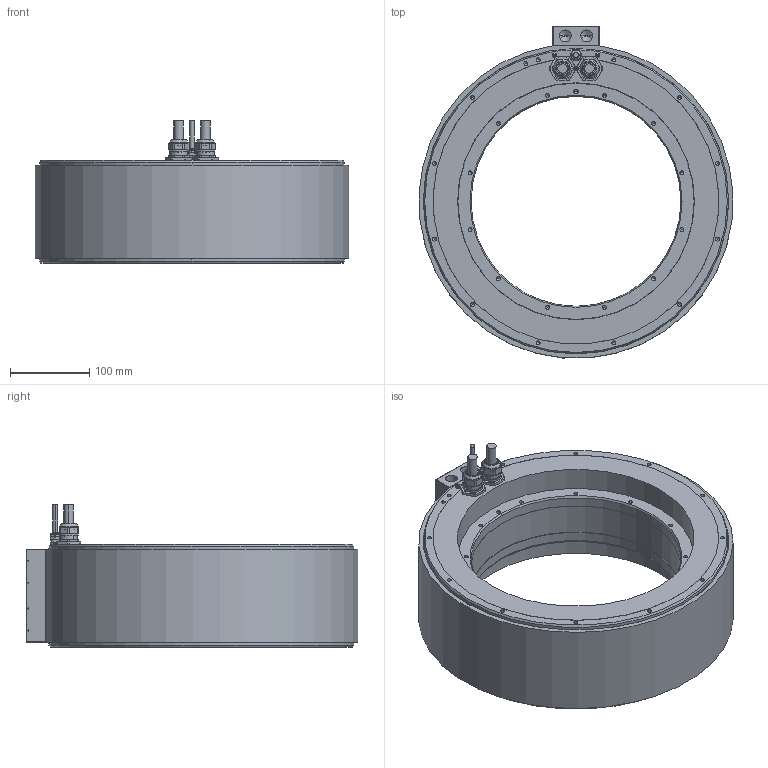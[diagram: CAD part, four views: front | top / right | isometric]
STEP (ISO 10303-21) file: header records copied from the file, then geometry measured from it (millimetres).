
FILE_DESCRIPTION((''),'2;1');
FILE_NAME('1220139-17_ASM','2018-10-19T',('CH5533'),(''),'PRO/ENGINEER BY PARAMETRIC TECHNOLOGY CORPORATION, 2014000','PRO/ENGINEER BY PARAMETRIC TECHNOLOGY CORPORATION, 2014000','');
FILE_SCHEMA(('CONFIG_CONTROL_DESIGN'));
Length unit declared in the file: millimetre
Products named in the file (3): PRT0001; PRT0002; 1220139-17_ASM
Assembly tree (2 placements, depth 2):
  1220139-17_ASM
    PRT0001
    PRT0002
Bounding box: 396.43 x 419.07 x 179.8 mm (x, y, z)
Volume: 8049492.9 mm3; surface area: 590475.4 mm2
Topology: 2 solids, 24 shells, 860 faces, 2037 edges, 1227 vertices
Faces by surface type: cylinder 368, plane 230, cone 206, torus 52, sphere 4
Entity records: 28958 total; most frequent: DIRECTION 4563, CARTESIAN_POINT 4525, ORIENTED_EDGE 3862, EDGE_CURVE 1931, AXIS2_PLACEMENT_3D 1857, VERTEX_POINT 1227, EDGE_LOOP 1014, CIRCLE 992
